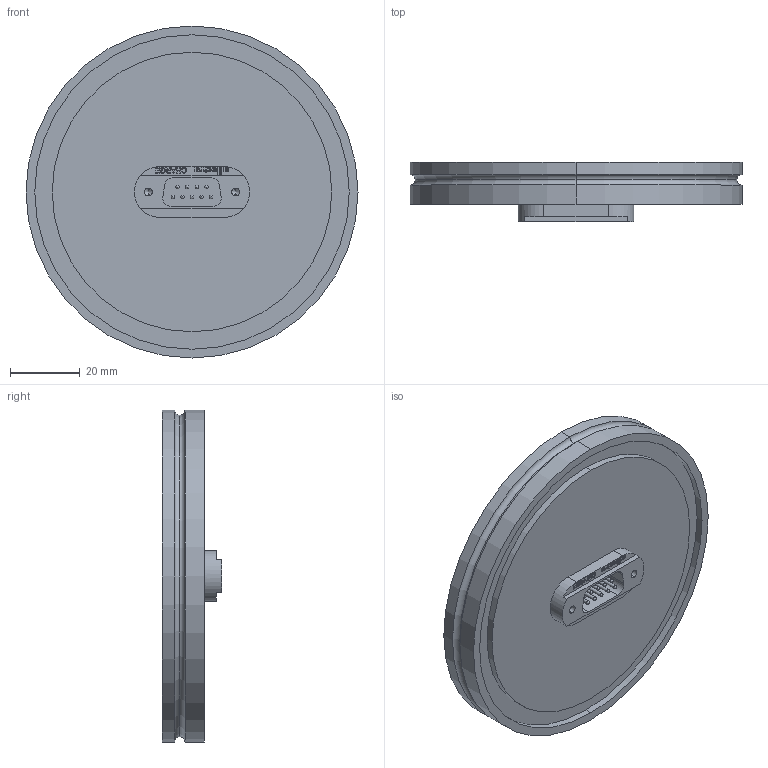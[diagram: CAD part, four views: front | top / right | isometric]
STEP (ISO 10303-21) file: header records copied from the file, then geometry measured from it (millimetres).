
FILE_DESCRIPTION (( 'STEP AP214' ), '1' );
FILE_NAME ('210-D09-ISO63.step', '2025-02-17T20:19:44', ( '' ), ( '' ), 'SwSTEP 2.0', 'SolidWorks 2022', '' );
FILE_SCHEMA (( 'AUTOMOTIVE_DESIGN' ));
Length unit declared in the file: millimetre
Products named in the file (5): 210-D09-ISO63; 218-D9-37-SS_218-D09-SS; 9218-D9-37-SS-V22_9pin 1mm beschr. allectra; 9210-PIN-FENI_Pin vergoldet; 9210-D09-ISO63_441-ISO63-B
Assembly tree (12 placements, depth 3):
  210-D09-ISO63
    9210-D09-ISO63_441-ISO63-B
    218-D9-37-SS_218-D09-SS
      9218-D9-37-SS-V22_9pin 1mm beschr. allectra
      9210-PIN-FENI_Pin vergoldet  x9
Bounding box: 95 x 17 x 95 mm (x, y, z)
Volume: 76113.9 mm3; surface area: 24665.7 mm2
Topology: 11 solids, 11 shells, 327 faces, 875 edges, 572 vertices
Faces by surface type: plane 152, cylinder 116, bspline 27, sphere 18, cone 8, torus 6
Entity records: 10961 total; most frequent: CARTESIAN_POINT 3351, ORIENTED_EDGE 1530, DIRECTION 1491, EDGE_CURVE 765, VERTEX_POINT 504, LINE 499, VECTOR 499, AXIS2_PLACEMENT_3D 496
